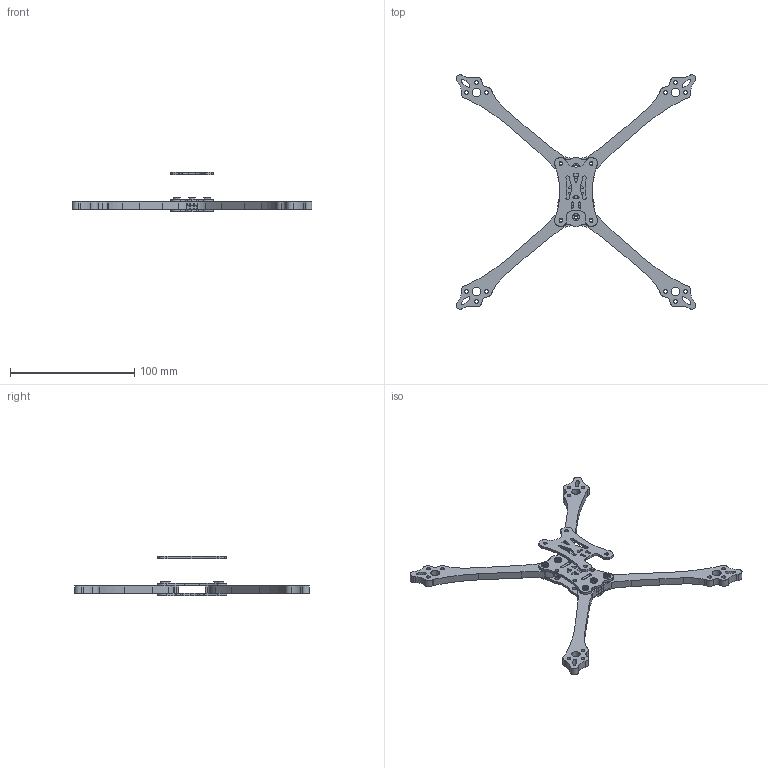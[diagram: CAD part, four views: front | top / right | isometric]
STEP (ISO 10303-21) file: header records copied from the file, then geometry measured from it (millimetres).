
FILE_DESCRIPTION(/* description */ (''),/* implementation_level */ '2;1');
FILE_NAME(/* name */ 'T_v7_Assembly v3.step',/* time_stamp */ '2021-11-11T00:03:28-05:00',/* author */ (''),/* organization */ (''),/* preprocessor_version */ 'ST-DEVELOPER v18.1',/* originating_system */ 'Autodesk Translation Framework v10.10.0.1391',/* authorisation */ '');
FILE_SCHEMA (('AUTOMOTIVE_DESIGN { 1 0 10303 214 3 1 1 }'));
Length unit declared in the file: millimetre
Products named in the file (2): T_v7_Assembly; Pressnut v2
Assembly tree (6 placements, depth 2):
  T_v7_Assembly
    Pressnut v2  x6
Bounding box: 192.67 x 188.51 x 32 mm (x, y, z)
Volume: 39077.7 mm3; surface area: 30692.1 mm2
Topology: 15 solids, 15 shells, 1464 faces, 4236 edges, 2820 vertices
Faces by surface type: plane 808, cylinder 604, cone 36, bspline 16
Full cylindrical faces by diameter (mm): 2.35 x24, 2.9 x10, 3 x52, 3.5 x4, 3.791 x12, 4.22 x6, 5.56 x6, 7 x4
Entity records: 21716 total; most frequent: CARTESIAN_POINT 4908, DIRECTION 3609, ORIENTED_EDGE 3472, EDGE_CURVE 1736, AXIS2_PLACEMENT_3D 1298, VERTEX_POINT 1155, LINE 1013, VECTOR 1013
